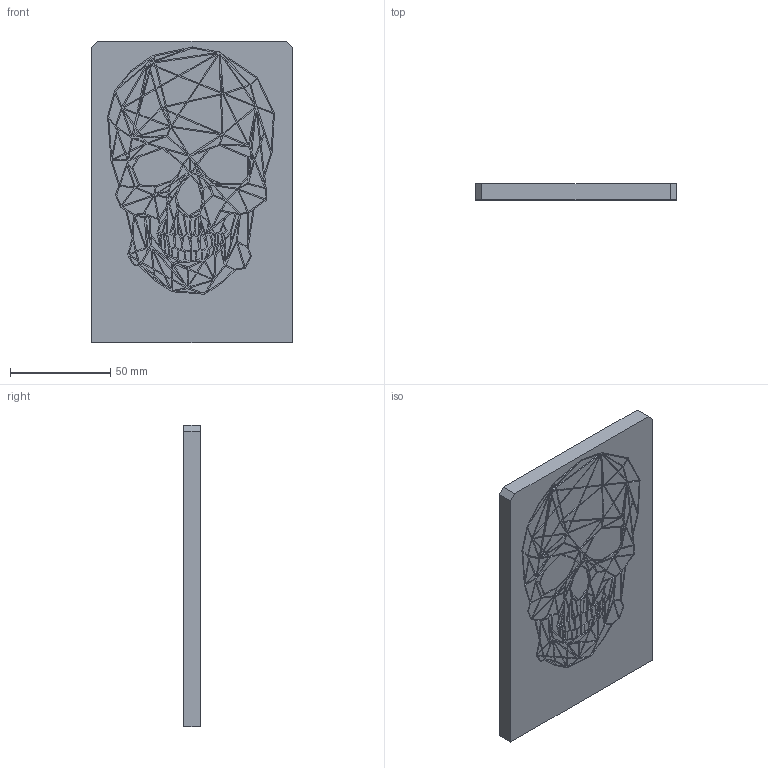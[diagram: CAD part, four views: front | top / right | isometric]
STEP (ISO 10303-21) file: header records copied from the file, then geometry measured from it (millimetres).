
FILE_DESCRIPTION(/* description */ (''),/* implementation_level */ '2;1');
FILE_NAME(/* name */ 'Skull.step',/* time_stamp */ '2020-12-27T18:57:45+01:00',/* author */ (''),/* organization */ (''),/* preprocessor_version */ 'ST-DEVELOPER v18.1',/* originating_system */ 'Autodesk Translation Framework v9.7.1.1290',/* authorisation */ '');
FILE_SCHEMA (('AUTOMOTIVE_DESIGN { 1 0 10303 214 3 1 1 }'));
Length unit declared in the file: millimetre
Products named in the file (1): Skull
Bounding box: 100 x 8 x 150 mm (x, y, z)
Volume: 118560.2 mm3; surface area: 38553.2 mm2
Topology: 1 solids, 1 shells, 1330 faces, 3249 edges, 2167 vertices
Faces by surface type: plane 1299, bspline 31
Entity records: 38343 total; most frequent: CARTESIAN_POINT 7167, ORIENTED_EDGE 6498, DIRECTION 5781, EDGE_CURVE 3249, LINE 3181, VECTOR 3181, VERTEX_POINT 2167, EDGE_LOOP 1576
